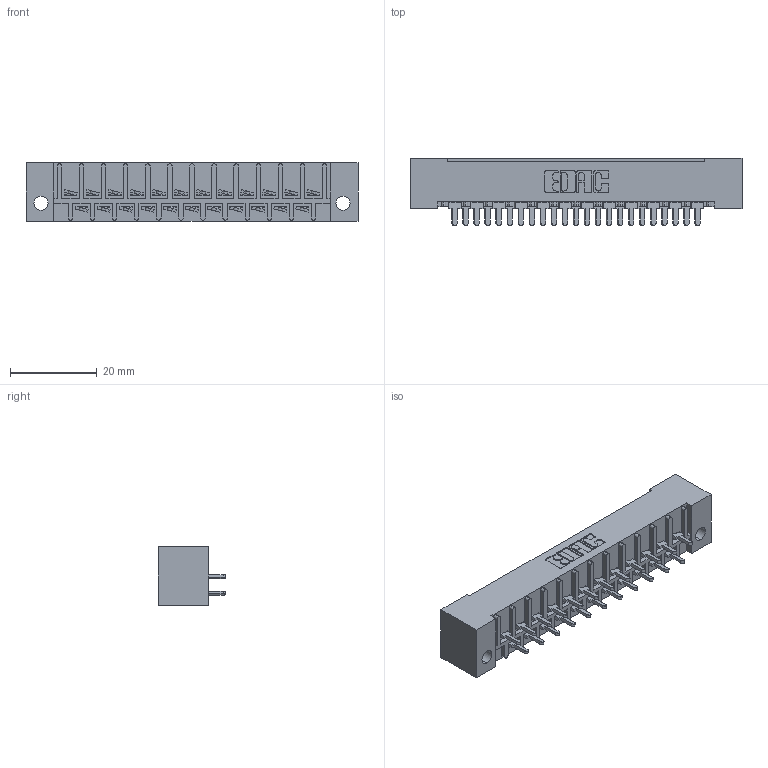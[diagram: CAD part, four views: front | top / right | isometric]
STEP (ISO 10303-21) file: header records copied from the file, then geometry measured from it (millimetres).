
FILE_DESCRIPTION (( 'STEP AP203' ), '1' );
FILE_NAME ('408-023-524-122.STEP', '2019-11-04T18:48:07', ( '' ), ( '' ), 'SwSTEP 2.0', 'SolidWorks 2016', '' );
FILE_SCHEMA (( 'CONFIG_CONTROL_DESIGN' ));
Length unit declared in the file: inch
Products named in the file (4): 408-290-001_408-290-124 - Top; 408-023-524-122; 408-290-001_408-290-124 - Bottom; 408 Part_023 - 1
Assembly tree (24 placements, depth 2):
  408-023-524-122
    408 Part_023 - 1
    408-290-001_408-290-124 - Bottom  x12
    408-290-001_408-290-124 - Top  x11
Bounding box: 76.35 x 15.42 x 13.49 mm (x, y, z)
Volume: 8477.6 mm3; surface area: 10122 mm2
Topology: 24 solids, 24 shells, 1392 faces, 3826 edges, 2488 vertices
Faces by surface type: plane 1045, cylinder 255, bspline 92
Entity records: 20616 total; most frequent: CARTESIAN_POINT 3603, ORIENTED_EDGE 3452, DIRECTION 3152, EDGE_CURVE 1726, VECTOR 1510, LINE 1510, VERTEX_POINT 1144, AXIS2_PLACEMENT_3D 821
